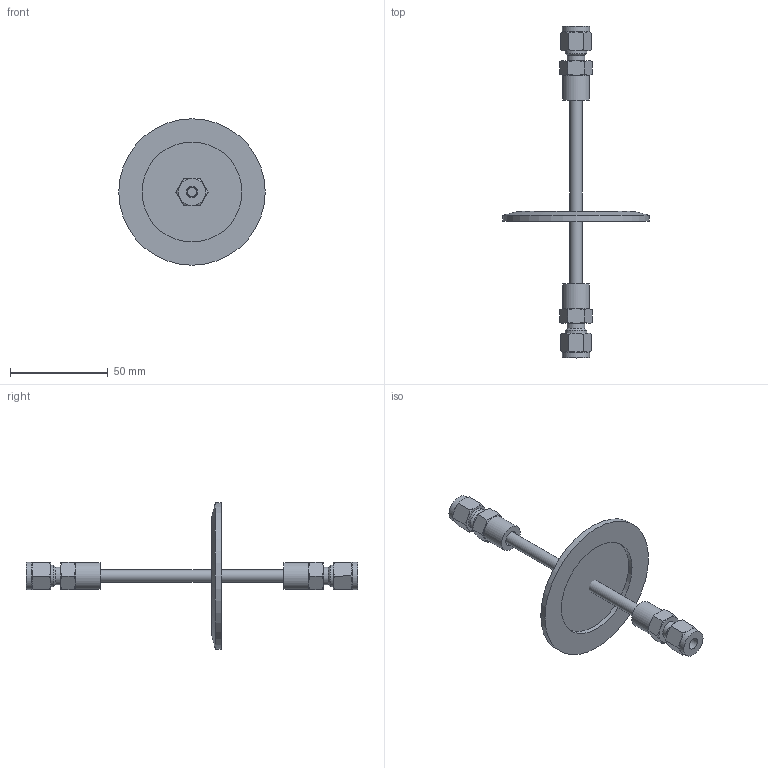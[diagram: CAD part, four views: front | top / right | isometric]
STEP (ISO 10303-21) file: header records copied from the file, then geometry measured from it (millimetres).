
FILE_DESCRIPTION(/* description */ (''),/* implementation_level */ '2;1');
FILE_NAME(/* name */ 'FL-LF1S-6MM-50KF.stp',/* time_stamp */ '2020-11-23T08:50:04+00:00',/* author */ ('Paul'),/* organization */ (''),/* preprocessor_version */ 'ST-DEVELOPER v18.1',/* originating_system */ 'Autodesk Inventor 2021',/* authorisation */ '');
FILE_SCHEMA (('AUTOMOTIVE_DESIGN { 1 0 10303 214 3 1 1 }'));
Length unit declared in the file: millimetre
Products named in the file (4): FL-LF1S-6MM-50KF; 6.35mm tube for tube end version; FL-50KF; RM-SS-6M0-1-4W 1_4 inch weld to 6mm
Assembly tree (4 placements, depth 2):
  FL-LF1S-6MM-50KF
    6.35mm tube for tube end version
    FL-50KF
    RM-SS-6M0-1-4W 1_4 inch weld to 6mm  x2
Bounding box: 75 x 170 x 75 mm (x, y, z)
Volume: 26147.6 mm3; surface area: 19829.6 mm2
Topology: 4 solids, 4 shells, 112 faces, 226 edges, 133 vertices
Faces by surface type: cone 51, plane 43, cylinder 18
Full cylindrical faces by diameter (mm): 4.5 x1, 4.8 x2, 6 x2, 6.35 x1, 7.62 x2, 8.954 x2, 11.113 x2, 13.716 x2, 13.97 x2, 51.2 x1, 75 x1
Entity records: 1691 total; most frequent: CARTESIAN_POINT 357, DIRECTION 259, ORIENTED_EDGE 240, EDGE_CURVE 120, AXIS2_PLACEMENT_3D 117, EDGE_LOOP 71, VERTEX_POINT 71, FACE_OUTER_BOUND 61
